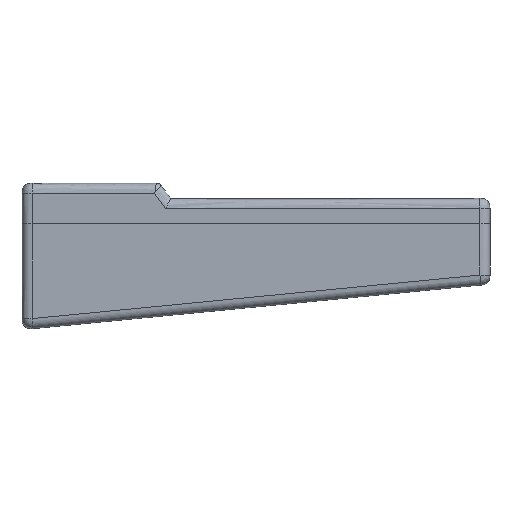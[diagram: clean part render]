
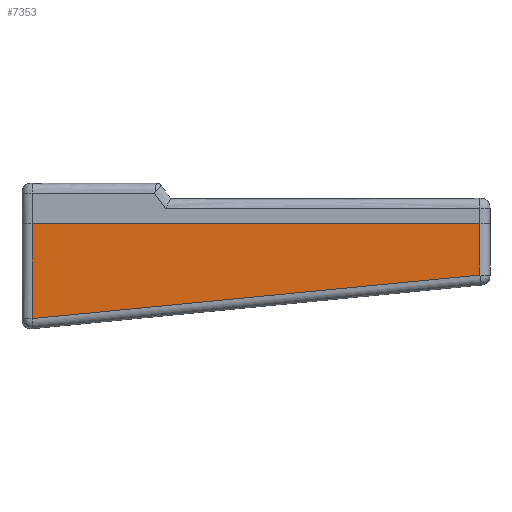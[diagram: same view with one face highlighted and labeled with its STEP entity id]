
A CAD part, left-side view. The second image highlights one B-rep face of the part: STEP entity #7353.
In plain terms, the highlighted planar face has unit normal (-1, 0, 0).
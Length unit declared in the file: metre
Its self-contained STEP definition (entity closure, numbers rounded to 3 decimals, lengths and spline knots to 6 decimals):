
#583=LINE('',#14006,#1149);
#1149=VECTOR('',#8523,1.);
#2442=ORIENTED_EDGE('',*,*,#4326,.T.);
#2443=ORIENTED_EDGE('',*,*,#4327,.T.);
#2444=ORIENTED_EDGE('',*,*,#4211,.F.);
#2445=ORIENTED_EDGE('',*,*,#4328,.T.);
#4211=EDGE_CURVE('',#5239,#5240,#583,.T.);
#4326=EDGE_CURVE('',#5298,#5299,#5854,.T.);
#4327=EDGE_CURVE('',#5299,#5240,#5855,.T.);
#4328=EDGE_CURVE('',#5239,#5298,#5856,.T.);
#5239=VERTEX_POINT('',#14007);
#5240=VERTEX_POINT('',#14008);
#5298=VERTEX_POINT('',#15463);
#5299=VERTEX_POINT('',#15464);
#5854=B_SPLINE_CURVE_WITH_KNOTS('',3,(#15459,#15460,#15461,#15462),
 .UNSPECIFIED.,.F.,.F.,(4,4),(0.,1.),.UNSPECIFIED.);
#5855=B_SPLINE_CURVE_WITH_KNOTS('',3,(#15465,#15466,#15467,#15468),
 .UNSPECIFIED.,.F.,.F.,(4,4),(0.,1.),.UNSPECIFIED.);
#5856=B_SPLINE_CURVE_WITH_KNOTS('',3,(#15469,#15470,#15471,#15472),
 .UNSPECIFIED.,.F.,.F.,(4,4),(0.,1.),.UNSPECIFIED.);
#6210=EDGE_LOOP('',(#2442,#2443,#2444,#2445));
#6707=FACE_BOUND('',#6210,.T.);
#7071=PLANE('',#7845);
#7353=ADVANCED_FACE('',(#6707),#7071,.T.);
#7845=AXIS2_PLACEMENT_3D('',#15458,#8668,#8669);
#8523=DIRECTION('',(0.,-1.,0.));
#8668=DIRECTION('',(-1.,0.,0.));
#8669=DIRECTION('',(0.,0.,1.));
#14006=CARTESIAN_POINT('',(-0.004,-0.0867,0.009));
#14007=CARTESIAN_POINT('',(-0.004,0.002,0.009));
#14008=CARTESIAN_POINT('',(-0.004,-0.0867,0.009));
#15458=CARTESIAN_POINT('',(-0.004,-0.0867,0.009002));
#15459=CARTESIAN_POINT('',(-0.004,0.002,-0.009796));
#15460=CARTESIAN_POINT('',(-0.004,-0.027567,-0.006926));
#15461=CARTESIAN_POINT('',(-0.004,-0.057133,-0.004055));
#15462=CARTESIAN_POINT('',(-0.004,-0.0867,-0.001185));
#15463=CARTESIAN_POINT('',(-0.004,0.002,-0.009796));
#15464=CARTESIAN_POINT('',(-0.004,-0.0867,-0.001185));
#15465=CARTESIAN_POINT('',(-0.004,-0.0867,-0.001185));
#15466=CARTESIAN_POINT('',(-0.004,-0.0867,0.00221));
#15467=CARTESIAN_POINT('',(-0.004,-0.0867,0.005605));
#15468=CARTESIAN_POINT('',(-0.004,-0.0867,0.009));
#15469=CARTESIAN_POINT('',(-0.004,0.002,0.009));
#15470=CARTESIAN_POINT('',(-0.004,0.002,0.002735));
#15471=CARTESIAN_POINT('',(-0.004,0.002,-0.003531));
#15472=CARTESIAN_POINT('',(-0.004,0.002,-0.009796));
